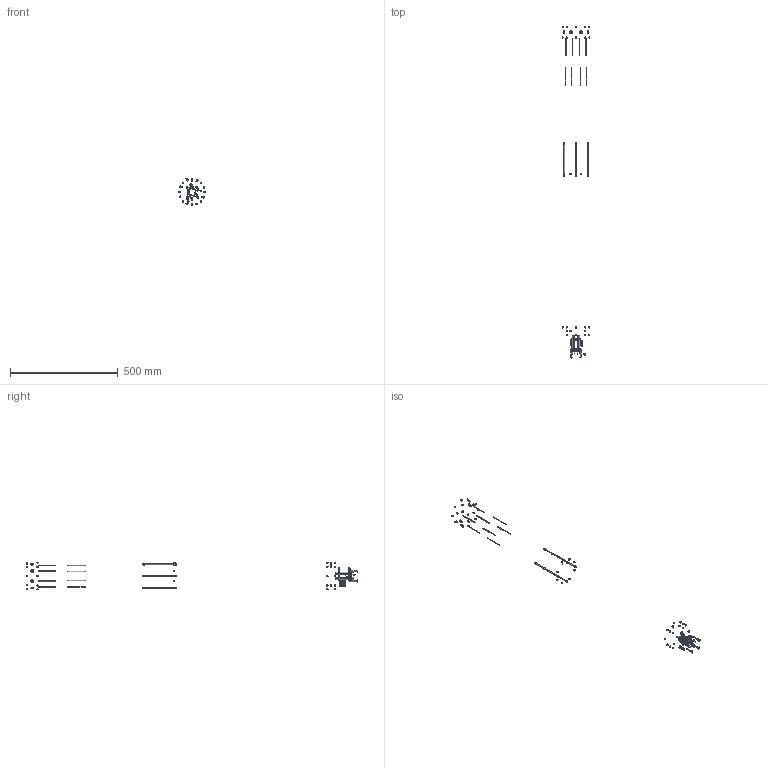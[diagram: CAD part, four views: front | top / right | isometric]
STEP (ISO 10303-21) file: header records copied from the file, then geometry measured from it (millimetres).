
FILE_DESCRIPTION(/* description */ ('VariCAD 2023-1.05 AP-214'),/* implementation_level */ '2;1');
FILE_NAME(/* name */ 'Fasteners.stp',/* time_stamp */ '2024-10-17T23:05:58+03:00',/* author */ (''),/* organization */ (''),/* preprocessor_version */ 'VariCAD 2023-1.05',/* originating_system */ 'VariCAD 2023-1.05; kernel version (20180118)',/* authorisation */ '');
FILE_SCHEMA(('AUTOMOTIVE_DESIGN'));
Products named in the file (124): Fasteners; Fastener_ButtonHead_M6_5; Fastener_ThreadedRod_M5_70; Fastener_SunkHead_M2_4; Fastener_HexHead_M5_35; Fastener_Locknut_M4_M4 NYLOC; Fastener_ButtonHead_M4_10; Fastener_ThreadedRod_M3_20; Fastener_SunkHead_M4_12; Fastener_ThreadedRod_M4_160; Fastener_ButtonHead_M4_5; Fastener_Locknut_M5_M4 NYLOC; Fastener_HexSpacer_M4_20; Fastener_Nut_M5; Fastener_Nut_SwagelokValve; Fastener_HexHead_M4_10
Assembly tree (123 placements, depth 2):
  Fasteners
    Fastener_ButtonHead_M6_5
    Fastener_ButtonHead_M6_5
    Fastener_ThreadedRod_M5_70
    Fastener_ThreadedRod_M5_70
    Fastener_ThreadedRod_M5_70
    Fastener_ThreadedRod_M5_70
    Fastener_SunkHead_M2_4
    Fastener_SunkHead_M2_4
    Fastener_SunkHead_M2_4
    Fastener_SunkHead_M2_4
    Fastener_SunkHead_M2_4
    Fastener_SunkHead_M2_4
    Fastener_SunkHead_M2_4
    Fastener_SunkHead_M2_4
    Fastener_SunkHead_M2_4
    Fastener_SunkHead_M2_4
    Fastener_SunkHead_M2_4
    Fastener_SunkHead_M2_4
    Fastener_SunkHead_M2_4
    Fastener_SunkHead_M2_4
    Fastener_SunkHead_M2_4
    Fastener_SunkHead_M2_4
    Fastener_HexHead_M5_35
    Fastener_HexHead_M5_35
    Fastener_HexHead_M5_35
    Fastener_HexHead_M5_35
    Fastener_Locknut_M4_M4 NYLOC
    Fastener_Locknut_M4_M4 NYLOC
    Fastener_Locknut_M4_M4 NYLOC
    Fastener_Locknut_M4_M4 NYLOC
    Fastener_Locknut_M4_M4 NYLOC
    Fastener_Locknut_M4_M4 NYLOC
    Fastener_Locknut_M4_M4 NYLOC
    Fastener_Locknut_M4_M4 NYLOC
    Fastener_Locknut_M4_M4 NYLOC
    Fastener_Locknut_M4_M4 NYLOC
    Fastener_Locknut_M4_M4 NYLOC
    Fastener_Locknut_M4_M4 NYLOC
    Fastener_ButtonHead_M4_10
    Fastener_ButtonHead_M4_10
    Fastener_ButtonHead_M4_10
    Fastener_ButtonHead_M4_10
    Fastener_ThreadedRod_M3_20
    Fastener_ThreadedRod_M3_20
    Fastener_ThreadedRod_M3_20
    Fastener_ThreadedRod_M3_20
    Fastener_ThreadedRod_M3_20
    Fastener_ThreadedRod_M3_20
    Fastener_ThreadedRod_M3_20
    Fastener_ThreadedRod_M3_20
    Fastener_SunkHead_M4_12
    Fastener_SunkHead_M4_12
    Fastener_ThreadedRod_M4_160
    Fastener_ThreadedRod_M4_160
    Fastener_ThreadedRod_M4_160
    Fastener_ThreadedRod_M4_160
    Fastener_ButtonHead_M4_5
    Fastener_ButtonHead_M4_5
    Fastener_ButtonHead_M4_5
Bounding box: 126.82 x 1539.35 x 127.77 mm (x, y, z)
Volume: 34757.2 mm3; surface area: 42566 mm2
Topology: 123 solids, 123 shells, 1980 faces, 4416 edges, 2780 vertices
Faces by surface type: plane 986, cone 424, cylinder 390, sphere 112, torus 68
Entity records: 62852 total; most frequent: CARTESIAN_POINT 15498, DIRECTION 9400, ORIENTED_EDGE 8832, EDGE_CURVE 4416, AXIS2_PLACEMENT_3D 3690, VERTEX_POINT 2780, EDGE_LOOP 2128, LINE 2020
